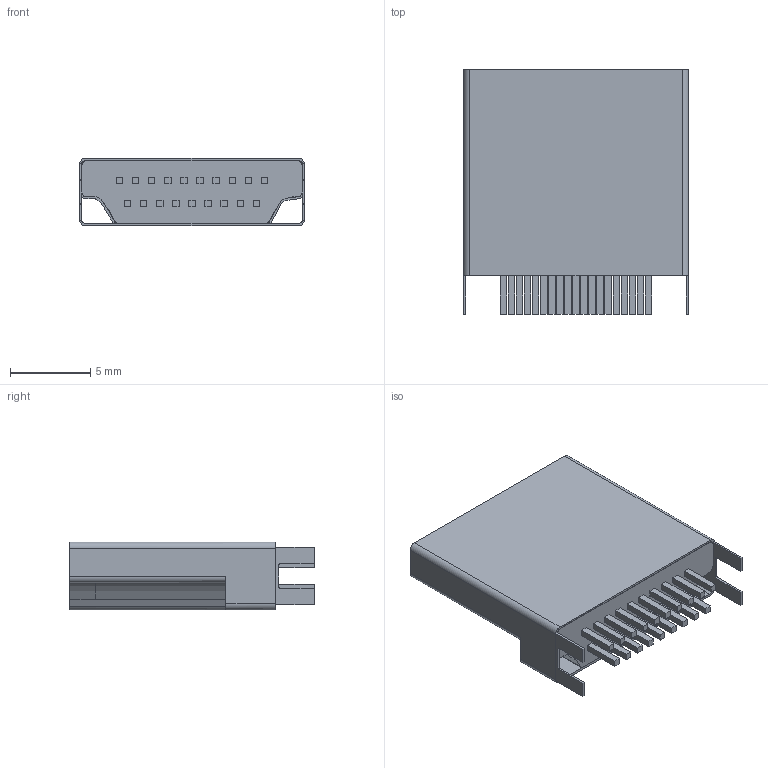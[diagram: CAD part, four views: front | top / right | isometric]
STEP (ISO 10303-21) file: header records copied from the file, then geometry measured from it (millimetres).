
FILE_DESCRIPTION(/* description */ (''),/* implementation_level */ '2;1');
FILE_NAME(/* name */ 'HDMI-PE10-19-LF.step',/* time_stamp */ '2019-12-02T14:54:33+01:00',/* author */ (''),/* organization */ (''),/* preprocessor_version */ 'ST-DEVELOPER v18',/* originating_system */ 'Autodesk Translation Framework v8.12.0.6',/* authorisation */ '');
FILE_SCHEMA (('AUTOMOTIVE_DESIGN { 1 0 10303 214 3 1 1 }'));
Length unit declared in the file: millimetre
Products named in the file (1): HDMI-PE10-19-LF
Bounding box: 13.97 x 15.2 x 4.21 mm (x, y, z)
Volume: 457.1 mm3; surface area: 2290.2 mm2
Topology: 40 solids, 40 shells, 786 faces, 2129 edges, 1418 vertices
Faces by surface type: plane 566, cylinder 206, bspline 14
Entity records: 24968 total; most frequent: CARTESIAN_POINT 4668, ORIENTED_EDGE 4258, DIRECTION 4084, EDGE_CURVE 2129, LINE 1680, VECTOR 1680, VERTEX_POINT 1418, AXIS2_PLACEMENT_3D 1202
